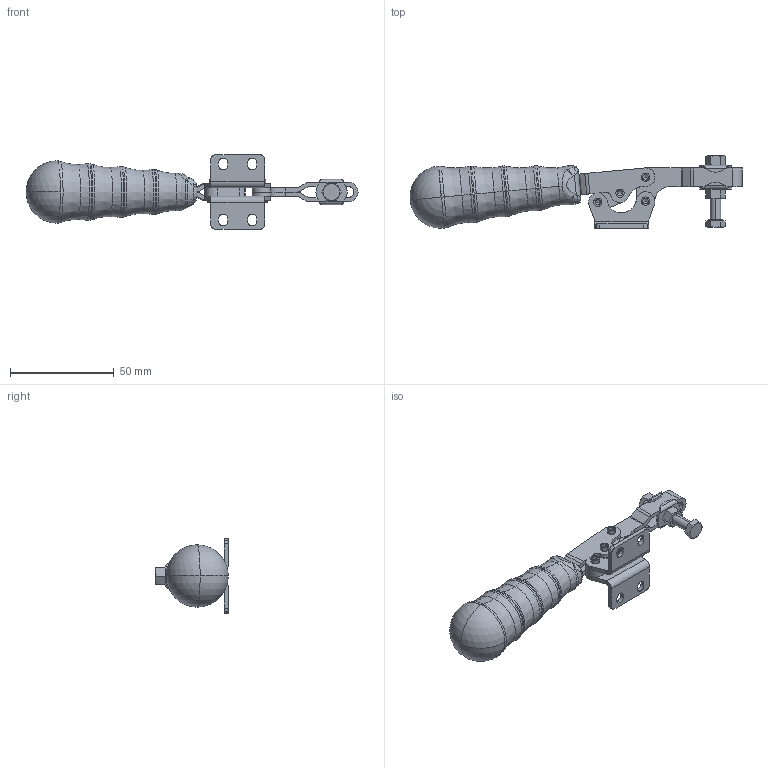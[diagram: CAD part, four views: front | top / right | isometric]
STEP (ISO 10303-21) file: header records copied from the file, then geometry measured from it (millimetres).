
FILE_DESCRIPTION((''),'2;1');
FILE_NAME('111.0.stp','2005-09-27T15:13:46',('Kysilko'),(''),'Autodesk Inventor 8','Autodesk Inventor 8','');
FILE_SCHEMA(('AUTOMOTIVE_DESIGN { 1 0 10303 214 1 1 1 1 }'));
Length unit declared in the file: millimetre
Products named in the file (1): Part8
Bounding box: 160.04 x 34.99 x 36 mm (x, y, z)
Volume: 43416.6 mm3; surface area: 16222.5 mm2
Topology: 1 solids, 2 shells, 412 faces, 1089 edges, 670 vertices
Faces by surface type: bspline 136, plane 99, cylinder 95, cone 64, sphere 10, torus 8
Entity records: 20523 total; most frequent: CARTESIAN_POINT 10735, ORIENTED_EDGE 2142, DIRECTION 2011, EDGE_CURVE 1071, AXIS2_PLACEMENT_3D 785, VERTEX_POINT 670, CIRCLE 508, EDGE_LOOP 445
